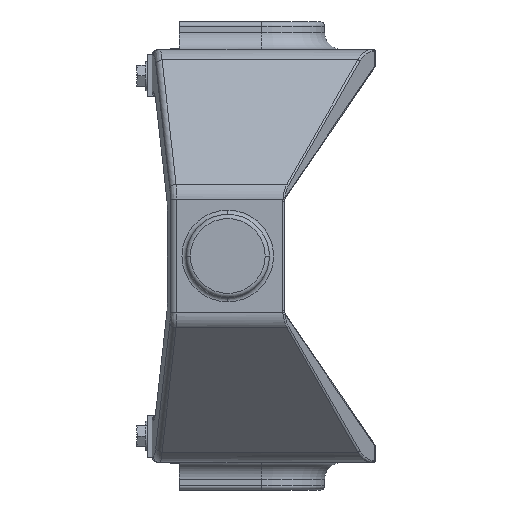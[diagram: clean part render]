
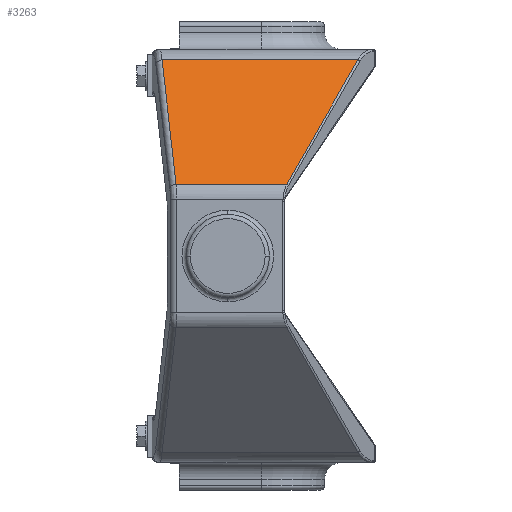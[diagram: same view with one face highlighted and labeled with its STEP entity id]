
A CAD part, left-side view. The second image highlights one B-rep face of the part: STEP entity #3263.
In plain terms, the highlighted planar face has unit normal (-0.707, 0, 0.707).
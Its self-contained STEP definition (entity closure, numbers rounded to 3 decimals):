
#21 = ORIENTED_EDGE ( 'NONE', *, *, #5101, .T. ) ;
#257 = ORIENTED_EDGE ( 'NONE', *, *, #1095, .T. ) ;
#697 = VECTOR ( 'NONE', #8952, 1000. ) ;
#733 = VERTEX_POINT ( 'NONE', #6042 ) ;
#1039 = CARTESIAN_POINT ( 'NONE',  ( -112.071, 94.549, 34.071 ) ) ;
#1086 = CARTESIAN_POINT ( 'NONE',  ( -53.021, 101.192, 93.121 ) ) ;
#1095 = EDGE_CURVE ( 'NONE', #733, #5341, #8575, .T. ) ;
#1243 = CARTESIAN_POINT ( 'NONE',  ( -112.071, 106., 34.071 ) ) ;
#1255 = LINE ( 'NONE', #7935, #3302 ) ;
#1478 = FACE_OUTER_BOUND ( 'NONE', #6948, .T. ) ;
#1989 = VERTEX_POINT ( 'NONE', #1086 ) ;
#2021 = ORIENTED_EDGE ( 'NONE', *, *, #6755, .F. ) ;
#2094 = DIRECTION ( 'NONE',  ( -0.707, 0., -0.707 ) ) ;
#2367 = VERTEX_POINT ( 'NONE', #1039 ) ;
#2435 = VECTOR ( 'NONE', #8386, 1000. ) ;
#3263 = ADVANCED_FACE ( 'NONE', ( #1478 ), #7446, .F. ) ;
#3302 = VECTOR ( 'NONE', #8717, 1000. ) ;
#3527 = ORIENTED_EDGE ( 'NONE', *, *, #9796, .T. ) ;
#4185 = CARTESIAN_POINT ( 'NONE',  ( -53.021, 8.213, 93.121 ) ) ;
#4189 = DIRECTION ( 'NONE',  ( 0., -1., 0. ) ) ;
#4366 = CARTESIAN_POINT ( 'NONE',  ( -53.021, 106., 93.121 ) ) ;
#5101 = EDGE_CURVE ( 'NONE', #1989, #2367, #1255, .T. ) ;
#5341 = VERTEX_POINT ( 'NONE', #4185 ) ;
#5547 = VECTOR ( 'NONE', #4189, 1000. ) ;
#6042 = CARTESIAN_POINT ( 'NONE',  ( -112.071, 42.068, 34.071 ) ) ;
#6689 = DIRECTION ( 'NONE',  ( 0.707, 0., -0.707 ) ) ;
#6755 = EDGE_CURVE ( 'NONE', #1989, #5341, #9939, .T. ) ;
#6948 = EDGE_LOOP ( 'NONE', ( #3527, #257, #2021, #21 ) ) ;
#7068 = LINE ( 'NONE', #1243, #697 ) ;
#7446 = PLANE ( 'NONE',  #8371 ) ;
#7935 = CARTESIAN_POINT ( 'NONE',  ( -52.752, 101.223, 93.39 ) ) ;
#8046 = CARTESIAN_POINT ( 'NONE',  ( -53.021, 106., 93.121 ) ) ;
#8371 = AXIS2_PLACEMENT_3D ( 'NONE', #4366, #6689, #2094 ) ;
#8386 = DIRECTION ( 'NONE',  ( 0.655, -0.376, 0.655 ) ) ;
#8575 = LINE ( 'NONE', #9938, #2435 ) ;
#8717 = DIRECTION ( 'NONE',  ( -0.705, -0.079, -0.705 ) ) ;
#8952 = DIRECTION ( 'NONE',  ( 0., -1., 0. ) ) ;
#9796 = EDGE_CURVE ( 'NONE', #2367, #733, #7068, .T. ) ;
#9938 = CARTESIAN_POINT ( 'NONE',  ( -77.096, 22.016, 69.046 ) ) ;
#9939 = LINE ( 'NONE', #8046, #5547 ) ;
